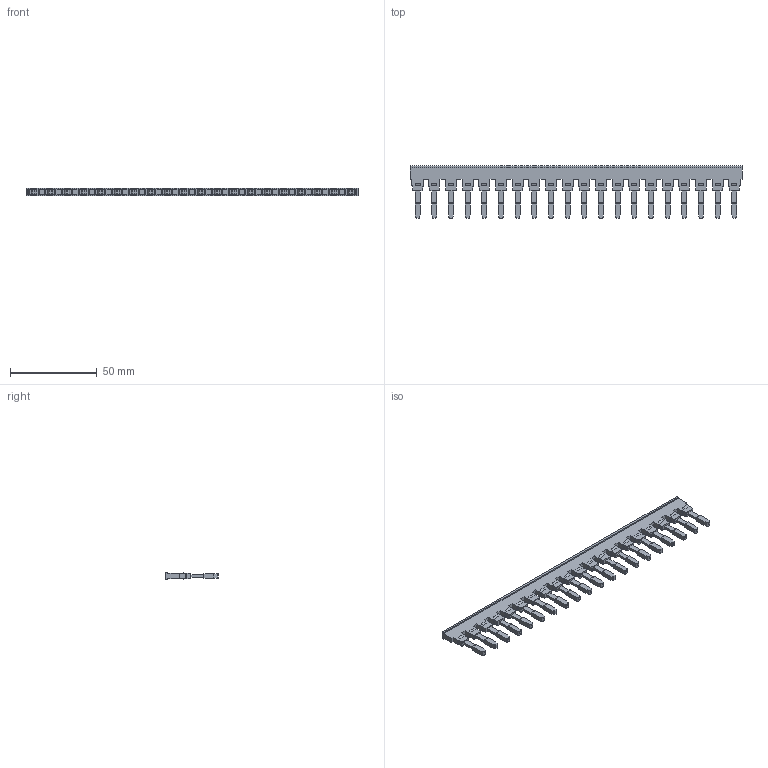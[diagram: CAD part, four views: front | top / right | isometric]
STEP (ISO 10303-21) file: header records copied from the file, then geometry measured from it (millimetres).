
FILE_DESCRIPTION (( 'STEP AP203' ), '1' );
FILE_NAME ('20''LÝ - 10 ÜST KÖPRÜ.STEP', '2020-03-24T14:22:18', ( '' ), ( '' ), 'SwSTEP 2.0', 'SolidWorks 2011', '' );
FILE_SCHEMA (( 'CONFIG_CONTROL_DESIGN' ));
Length unit declared in the file: millimetre
Products named in the file (1): 20''Lﾝ - 10 ﾜST KﾖPRﾜ
Bounding box: 191.2 x 30.16 x 4.5 mm (x, y, z)
Volume: 9249.8 mm3; surface area: 10447.5 mm2
Topology: 1 solids, 1 shells, 810 faces, 2204 edges, 1456 vertices
Faces by surface type: plane 610, cylinder 200
Entity records: 25585 total; most frequent: CARTESIAN_POINT 4871, ORIENTED_EDGE 4408, DIRECTION 4066, EDGE_CURVE 2204, VECTOR 1804, LINE 1804, VERTEX_POINT 1456, AXIS2_PLACEMENT_3D 1131
